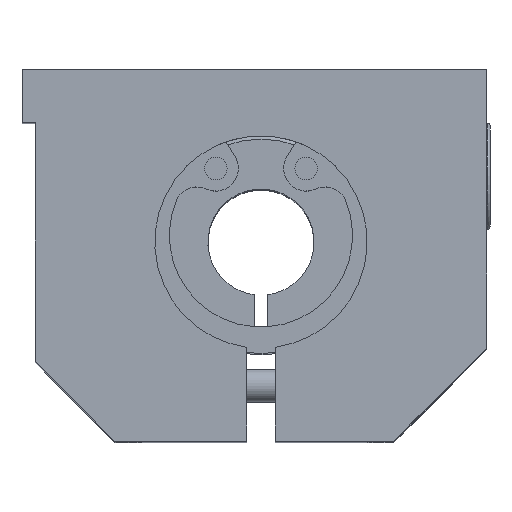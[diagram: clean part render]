
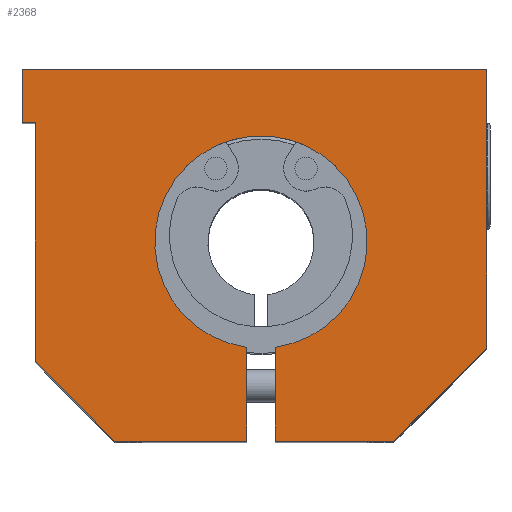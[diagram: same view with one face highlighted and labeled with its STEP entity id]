
A CAD part, top view. The second image highlights one B-rep face of the part: STEP entity #2368.
In plain terms, the highlighted planar face has unit normal (0, 0, 1).
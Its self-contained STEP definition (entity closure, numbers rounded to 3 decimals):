
#160=PLANE('',#2678);
#217=LINE('',#3615,#421);
#222=LINE('',#3624,#426);
#226=LINE('',#3634,#430);
#252=LINE('',#3691,#456);
#257=LINE('',#3775,#461);
#322=LINE('',#4033,#526);
#329=LINE('',#4046,#533);
#334=LINE('',#4054,#538);
#335=LINE('',#4056,#539);
#339=LINE('',#4063,#543);
#340=LINE('',#4066,#544);
#421=VECTOR('',#2890,10.);
#426=VECTOR('',#2897,10.);
#430=VECTOR('',#2903,10.);
#456=VECTOR('',#2935,10.);
#461=VECTOR('',#2978,10.);
#526=VECTOR('',#3253,10.);
#533=VECTOR('',#3264,10.);
#538=VECTOR('',#3271,10.);
#539=VECTOR('',#3274,10.);
#543=VECTOR('',#3284,10.);
#544=VECTOR('',#3289,10.);
#729=FACE_OUTER_BOUND('',#883,.T.);
#883=EDGE_LOOP('',(#2093,#2094,#2095,#2096,#2097,#2098,#2099,#2100,#2101,
#2102,#2103,#2104));
#957=CIRCLE('',#2569,8.);
#1070=VERTEX_POINT('',#3611);
#1072=VERTEX_POINT('',#3614);
#1074=VERTEX_POINT('',#3620);
#1079=VERTEX_POINT('',#3631);
#1080=VERTEX_POINT('',#3633);
#1107=VERTEX_POINT('',#3688);
#1108=VERTEX_POINT('',#3690);
#1122=VERTEX_POINT('',#3774);
#1195=VERTEX_POINT('',#4030);
#1196=VERTEX_POINT('',#4032);
#1200=VERTEX_POINT('',#4044);
#1202=VERTEX_POINT('',#4052);
#1315=EDGE_CURVE('',#1070,#1072,#217,.T.);
#1320=EDGE_CURVE('',#1072,#1074,#222,.T.);
#1324=EDGE_CURVE('',#1080,#1079,#226,.T.);
#1352=EDGE_CURVE('',#1108,#1107,#252,.T.);
#1374=EDGE_CURVE('',#1108,#1122,#257,.T.);
#1383=EDGE_CURVE('',#1107,#1080,#957,.T.);
#1494=EDGE_CURVE('',#1195,#1196,#322,.T.);
#1501=EDGE_CURVE('',#1200,#1195,#329,.T.);
#1506=EDGE_CURVE('',#1202,#1070,#334,.T.);
#1507=EDGE_CURVE('',#1122,#1202,#335,.T.);
#1511=EDGE_CURVE('',#1196,#1079,#339,.T.);
#1512=EDGE_CURVE('',#1074,#1200,#340,.T.);
#2093=ORIENTED_EDGE('',*,*,#1324,.T.);
#2094=ORIENTED_EDGE('',*,*,#1511,.F.);
#2095=ORIENTED_EDGE('',*,*,#1494,.F.);
#2096=ORIENTED_EDGE('',*,*,#1501,.F.);
#2097=ORIENTED_EDGE('',*,*,#1512,.F.);
#2098=ORIENTED_EDGE('',*,*,#1320,.F.);
#2099=ORIENTED_EDGE('',*,*,#1315,.F.);
#2100=ORIENTED_EDGE('',*,*,#1506,.F.);
#2101=ORIENTED_EDGE('',*,*,#1507,.F.);
#2102=ORIENTED_EDGE('',*,*,#1374,.F.);
#2103=ORIENTED_EDGE('',*,*,#1352,.T.);
#2104=ORIENTED_EDGE('',*,*,#1383,.T.);
#2368=ADVANCED_FACE('',(#729),#160,.T.);
#2569=AXIS2_PLACEMENT_3D('',#3792,#2994,#2995);
#2678=AXIS2_PLACEMENT_3D('',#4067,#3290,#3291);
#2890=DIRECTION('',(-1.,0.,0.));
#2897=DIRECTION('',(0.,1.,0.));
#2903=DIRECTION('',(0.,-1.,0.));
#2935=DIRECTION('',(0.,1.,0.));
#2978=DIRECTION('',(-1.,0.,0.));
#2994=DIRECTION('center_axis',(0.,0.,-1.));
#2995=DIRECTION('ref_axis',(-1.,0.,0.));
#3253=DIRECTION('',(-0.707,-0.707,0.));
#3264=DIRECTION('',(0.,-1.,0.));
#3271=DIRECTION('',(0.,1.,0.));
#3274=DIRECTION('',(-0.707,0.707,0.));
#3284=DIRECTION('',(-1.,0.,0.));
#3289=DIRECTION('',(1.,0.,0.));
#3290=DIRECTION('center_axis',(0.,0.,1.));
#3291=DIRECTION('ref_axis',(1.,0.,0.));
#3611=CARTESIAN_POINT('',(-17.,10.,31.));
#3614=CARTESIAN_POINT('',(-18.,10.,31.));
#3615=CARTESIAN_POINT('',(-17.,10.,31.));
#3620=CARTESIAN_POINT('',(-18.,14.,31.));
#3624=CARTESIAN_POINT('',(-18.,10.,31.));
#3631=CARTESIAN_POINT('',(1.075,-14.,31.));
#3633=CARTESIAN_POINT('',(1.075,-6.927,31.));
#3634=CARTESIAN_POINT('',(1.075,-6.466,31.));
#3688=CARTESIAN_POINT('',(-1.075,-6.927,31.));
#3690=CARTESIAN_POINT('',(-1.075,-14.,31.));
#3691=CARTESIAN_POINT('',(-1.075,-2.678,31.));
#3774=CARTESIAN_POINT('',(-11.,-14.,31.));
#3775=CARTESIAN_POINT('',(10.,-14.,31.));
#3792=CARTESIAN_POINT('Origin',(0.,1.,31.));
#4030=CARTESIAN_POINT('',(17.,-7.,31.));
#4032=CARTESIAN_POINT('',(10.,-14.,31.));
#4033=CARTESIAN_POINT('',(17.,-7.,31.));
#4044=CARTESIAN_POINT('',(17.,14.,31.));
#4046=CARTESIAN_POINT('',(17.,14.,31.));
#4052=CARTESIAN_POINT('',(-17.,-8.,31.));
#4054=CARTESIAN_POINT('',(-17.,-8.,31.));
#4056=CARTESIAN_POINT('',(-11.,-14.,31.));
#4063=CARTESIAN_POINT('',(10.,-14.,31.));
#4066=CARTESIAN_POINT('',(-17.,14.,31.));
#4067=CARTESIAN_POINT('Origin',(-0.109,1.067,31.));
